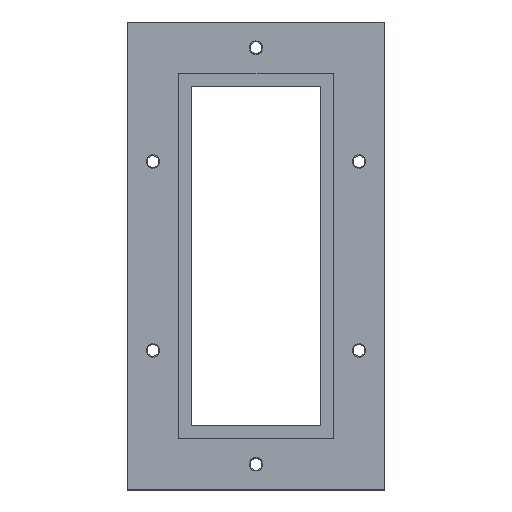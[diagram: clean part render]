
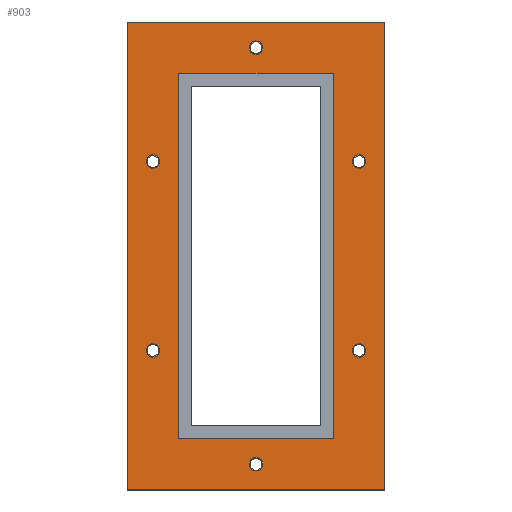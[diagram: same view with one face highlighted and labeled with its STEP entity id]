
A CAD part, top view. The second image highlights one B-rep face of the part: STEP entity #903.
In plain terms, the highlighted planar face has unit normal (0, 0, 1).
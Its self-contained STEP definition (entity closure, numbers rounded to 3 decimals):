
#46=FACE_BOUND('',#173,.T.);
#47=FACE_BOUND('',#174,.T.);
#48=FACE_BOUND('',#175,.T.);
#49=FACE_BOUND('',#176,.T.);
#50=FACE_BOUND('',#177,.T.);
#51=FACE_BOUND('',#178,.T.);
#52=FACE_BOUND('',#179,.T.);
#81=PLANE('',#982);
#117=FACE_OUTER_BOUND('',#172,.T.);
#172=EDGE_LOOP('',(#725,#726,#727,#728));
#173=EDGE_LOOP('',(#729));
#174=EDGE_LOOP('',(#730));
#175=EDGE_LOOP('',(#731));
#176=EDGE_LOOP('',(#732));
#177=EDGE_LOOP('',(#733));
#178=EDGE_LOOP('',(#734));
#179=EDGE_LOOP('',(#735,#736,#737,#738));
#236=LINE('',#1337,#324);
#238=LINE('',#1343,#326);
#249=LINE('',#1364,#337);
#251=LINE('',#1369,#339);
#268=LINE('',#1399,#356);
#269=LINE('',#1401,#357);
#270=LINE('',#1403,#358);
#271=LINE('',#1404,#359);
#324=VECTOR('',#1089,10.);
#326=VECTOR('',#1093,10.);
#337=VECTOR('',#1110,10.);
#339=VECTOR('',#1114,10.);
#356=VECTOR('',#1143,10.);
#357=VECTOR('',#1146,10.);
#358=VECTOR('',#1147,10.);
#359=VECTOR('',#1148,10.);
#395=CIRCLE('',#951,3.15);
#397=CIRCLE('',#954,3.15);
#399=CIRCLE('',#957,3.15);
#401=CIRCLE('',#960,3.15);
#403=CIRCLE('',#963,3.15);
#405=CIRCLE('',#966,3.15);
#427=VERTEX_POINT('',#1276);
#429=VERTEX_POINT('',#1282);
#431=VERTEX_POINT('',#1288);
#433=VERTEX_POINT('',#1294);
#435=VERTEX_POINT('',#1300);
#437=VERTEX_POINT('',#1306);
#447=VERTEX_POINT('',#1330);
#450=VERTEX_POINT('',#1335);
#452=VERTEX_POINT('',#1340);
#453=VERTEX_POINT('',#1342);
#459=VERTEX_POINT('',#1360);
#462=VERTEX_POINT('',#1367);
#469=VERTEX_POINT('',#1397);
#470=VERTEX_POINT('',#1402);
#507=EDGE_CURVE('',#427,#427,#395,.T.);
#510=EDGE_CURVE('',#429,#429,#397,.T.);
#513=EDGE_CURVE('',#431,#431,#399,.T.);
#516=EDGE_CURVE('',#433,#433,#401,.T.);
#519=EDGE_CURVE('',#435,#435,#403,.T.);
#522=EDGE_CURVE('',#437,#437,#405,.T.);
#536=EDGE_CURVE('',#447,#450,#236,.T.);
#538=EDGE_CURVE('',#452,#453,#238,.T.);
#549=EDGE_CURVE('',#459,#447,#249,.T.);
#551=EDGE_CURVE('',#462,#452,#251,.T.);
#568=EDGE_CURVE('',#469,#459,#268,.T.);
#569=EDGE_CURVE('',#469,#450,#269,.T.);
#570=EDGE_CURVE('',#453,#470,#270,.T.);
#571=EDGE_CURVE('',#470,#462,#271,.T.);
#725=ORIENTED_EDGE('',*,*,#568,.T.);
#726=ORIENTED_EDGE('',*,*,#549,.T.);
#727=ORIENTED_EDGE('',*,*,#536,.T.);
#728=ORIENTED_EDGE('',*,*,#569,.F.);
#729=ORIENTED_EDGE('',*,*,#507,.T.);
#730=ORIENTED_EDGE('',*,*,#510,.T.);
#731=ORIENTED_EDGE('',*,*,#513,.T.);
#732=ORIENTED_EDGE('',*,*,#516,.T.);
#733=ORIENTED_EDGE('',*,*,#519,.T.);
#734=ORIENTED_EDGE('',*,*,#522,.T.);
#735=ORIENTED_EDGE('',*,*,#570,.F.);
#736=ORIENTED_EDGE('',*,*,#538,.F.);
#737=ORIENTED_EDGE('',*,*,#551,.F.);
#738=ORIENTED_EDGE('',*,*,#571,.F.);
#903=ADVANCED_FACE('',(#117,#46,#47,#48,#49,#50,#51,#52),#81,.T.);
#951=AXIS2_PLACEMENT_3D('',#1277,#1032,#1033);
#954=AXIS2_PLACEMENT_3D('',#1283,#1039,#1040);
#957=AXIS2_PLACEMENT_3D('',#1289,#1046,#1047);
#960=AXIS2_PLACEMENT_3D('',#1295,#1053,#1054);
#963=AXIS2_PLACEMENT_3D('',#1301,#1060,#1061);
#966=AXIS2_PLACEMENT_3D('',#1307,#1067,#1068);
#982=AXIS2_PLACEMENT_3D('',#1400,#1144,#1145);
#1032=DIRECTION('center_axis',(0.,0.,-1.));
#1033=DIRECTION('ref_axis',(-1.,0.,0.));
#1039=DIRECTION('center_axis',(0.,0.,-1.));
#1040=DIRECTION('ref_axis',(-1.,0.,0.));
#1046=DIRECTION('center_axis',(0.,0.,-1.));
#1047=DIRECTION('ref_axis',(1.,0.,0.));
#1053=DIRECTION('center_axis',(0.,0.,-1.));
#1054=DIRECTION('ref_axis',(1.,0.,0.));
#1060=DIRECTION('center_axis',(0.,0.,-1.));
#1061=DIRECTION('ref_axis',(1.,0.,0.));
#1067=DIRECTION('center_axis',(0.,0.,-1.));
#1068=DIRECTION('ref_axis',(1.,0.,0.));
#1089=DIRECTION('',(-1.,0.,0.));
#1093=DIRECTION('',(-1.,0.,0.));
#1110=DIRECTION('',(0.,1.,0.));
#1114=DIRECTION('',(0.,1.,0.));
#1143=DIRECTION('',(1.,0.,0.));
#1144=DIRECTION('center_axis',(0.,0.,1.));
#1145=DIRECTION('ref_axis',(-0.707,-0.707,0.));
#1146=DIRECTION('',(0.,1.,0.));
#1147=DIRECTION('',(0.,-1.,0.));
#1148=DIRECTION('',(1.,0.,0.));
#1276=CARTESIAN_POINT('',(51.15,44.,3.));
#1277=CARTESIAN_POINT('Origin',(48.,44.,3.));
#1282=CARTESIAN_POINT('',(51.15,-44.,3.));
#1283=CARTESIAN_POINT('Origin',(48.,-44.,3.));
#1288=CARTESIAN_POINT('',(-51.15,44.,3.));
#1289=CARTESIAN_POINT('Origin',(-48.,44.,3.));
#1294=CARTESIAN_POINT('',(-51.15,-44.,3.));
#1295=CARTESIAN_POINT('Origin',(-48.,-44.,3.));
#1300=CARTESIAN_POINT('',(-3.15,97.,3.));
#1301=CARTESIAN_POINT('Origin',(0.,97.,3.));
#1306=CARTESIAN_POINT('',(-3.15,-97.,3.));
#1307=CARTESIAN_POINT('Origin',(0.,-97.,3.));
#1330=CARTESIAN_POINT('',(60.,109.,3.));
#1335=CARTESIAN_POINT('',(-60.,109.,3.));
#1337=CARTESIAN_POINT('',(60.,109.,3.));
#1340=CARTESIAN_POINT('',(36.,85.,3.));
#1342=CARTESIAN_POINT('',(-36.,85.,3.));
#1343=CARTESIAN_POINT('',(36.,85.,3.));
#1360=CARTESIAN_POINT('',(60.,-109.,3.));
#1364=CARTESIAN_POINT('',(60.,-109.,3.));
#1367=CARTESIAN_POINT('',(36.,-85.,3.));
#1369=CARTESIAN_POINT('',(36.,-85.,3.));
#1397=CARTESIAN_POINT('',(-60.,-109.,3.));
#1399=CARTESIAN_POINT('',(-60.,-109.,3.));
#1400=CARTESIAN_POINT('Origin',(-36.,-85.,3.));
#1401=CARTESIAN_POINT('',(-60.,79.,3.));
#1402=CARTESIAN_POINT('',(-36.,-85.,3.));
#1403=CARTESIAN_POINT('',(-36.,79.,3.));
#1404=CARTESIAN_POINT('',(-36.,-85.,3.));
